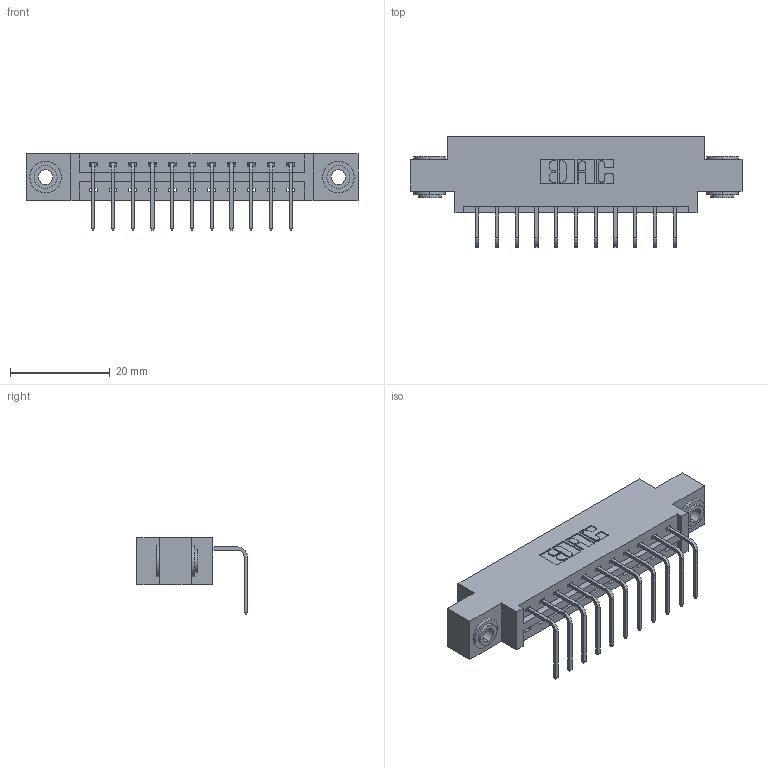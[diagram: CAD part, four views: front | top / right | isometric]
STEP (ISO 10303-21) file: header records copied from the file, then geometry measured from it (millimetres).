
FILE_DESCRIPTION (( 'STEP AP203' ), '1' );
FILE_NAME ('337-011-558-603.STEP', '2019-10-07T11:33:10', ( '' ), ( '' ), 'SwSTEP 2.0', 'SolidWorks 2016', '' );
FILE_SCHEMA (( 'CONFIG_CONTROL_DESIGN' ));
Length unit declared in the file: inch
Products named in the file (4): 337-011-558-603; 337 Part_0.170 Offset - 0.156 Dia-TH; 345-292-001_558 Tail - 2; 345-250-002_345-250-002-102
Assembly tree (14 placements, depth 2):
  337-011-558-603
    337 Part_0.170 Offset - 0.156 Dia-TH
    345-292-001_558 Tail - 2  x11
    345-250-002_345-250-002-102  x2
Bounding box: 66.6 x 22.17 x 15.37 mm (x, y, z)
Volume: 6472.4 mm3; surface area: 7070.5 mm2
Topology: 14 solids, 14 shells, 860 faces, 2533 edges, 1670 vertices
Faces by surface type: plane 612, cylinder 240, cone 8
Entity records: 13052 total; most frequent: CARTESIAN_POINT 2250, ORIENTED_EDGE 2190, DIRECTION 1991, EDGE_CURVE 1095, LINE 943, VECTOR 943, VERTEX_POINT 726, AXIS2_PLACEMENT_3D 524
